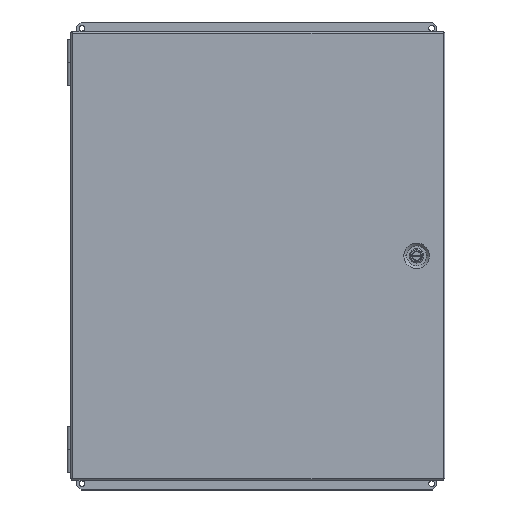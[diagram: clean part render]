
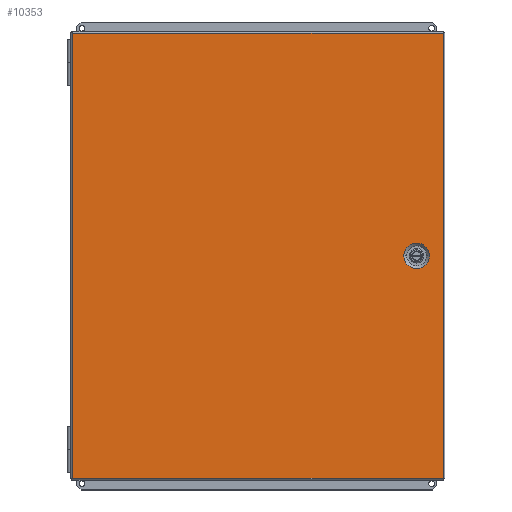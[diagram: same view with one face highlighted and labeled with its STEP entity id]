
A CAD part, top view. The second image highlights one B-rep face of the part: STEP entity #10353.
In plain terms, the highlighted planar face has unit normal (0, 0, 1).
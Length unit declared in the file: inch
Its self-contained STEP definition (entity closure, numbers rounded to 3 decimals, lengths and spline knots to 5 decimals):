
#188 = CARTESIAN_POINT ( 'NONE',  ( 10.1335, 12.0955, 5.621 ) ) ;
#741 = EDGE_LOOP ( 'NONE', ( #28521, #10292, #8703, #14766 ) ) ;
#3466 = CARTESIAN_POINT ( 'NONE',  ( 10.1335, -12.1815, 5.621 ) ) ;
#6291 = CARTESIAN_POINT ( 'NONE',  ( -10.0945, -12.1815, 5.621 ) ) ;
#6663 = AXIS2_PLACEMENT_3D ( 'NONE', #28670, #26575, #21461 ) ;
#7791 = EDGE_LOOP ( 'NONE', ( #30839, #23404 ) ) ;
#8097 = DIRECTION ( 'NONE',  ( 0., 1., 0. ) ) ;
#8171 = FACE_OUTER_BOUND ( 'NONE', #741, .T. ) ;
#8535 = CIRCLE ( 'NONE', #6663, 0.69489 ) ;
#8663 = EDGE_CURVE ( 'NONE', #19826, #14979, #27343, .T. ) ;
#8685 = AXIS2_PLACEMENT_3D ( 'NONE', #13835, #11244, #14039 ) ;
#8703 = ORIENTED_EDGE ( 'NONE', *, *, #8663, .T. ) ;
#8793 = AXIS2_PLACEMENT_3D ( 'NONE', #6291, #8889, #23185 ) ;
#8889 = DIRECTION ( 'NONE',  ( 0., 0., 1. ) ) ;
#9465 = VECTOR ( 'NONE', #14944, 39.37008 ) ;
#10058 = CARTESIAN_POINT ( 'NONE',  ( 10.1335, -12.0955, 5.621 ) ) ;
#10292 = ORIENTED_EDGE ( 'NONE', *, *, #24965, .T. ) ;
#10353 = ADVANCED_FACE ( 'NONE', ( #28634, #8171 ), #17999, .T. ) ;
#11244 = DIRECTION ( 'NONE',  ( 0., 0., -1. ) ) ;
#11379 = DIRECTION ( 'NONE',  ( 0., -1., 0. ) ) ;
#12360 = EDGE_CURVE ( 'NONE', #25804, #29802, #8535, .T. ) ;
#12699 = VECTOR ( 'NONE', #8097, 39.37008 ) ;
#13033 = VECTOR ( 'NONE', #24616, 39.37008 ) ;
#13835 = CARTESIAN_POINT ( 'NONE',  ( 8.6865, 0., 5.621 ) ) ;
#13914 = EDGE_CURVE ( 'NONE', #24505, #26159, #19484, .T. ) ;
#14039 = DIRECTION ( 'NONE',  ( 1., 0., 0. ) ) ;
#14499 = CARTESIAN_POINT ( 'NONE',  ( -10.0085, -12.0955, 5.621 ) ) ;
#14766 = ORIENTED_EDGE ( 'NONE', *, *, #15803, .T. ) ;
#14944 = DIRECTION ( 'NONE',  ( 1., 0., 0. ) ) ;
#14979 = VERTEX_POINT ( 'NONE', #10058 ) ;
#15803 = EDGE_CURVE ( 'NONE', #14979, #24505, #27492, .T. ) ;
#16210 = LINE ( 'NONE', #23610, #22663 ) ;
#17260 = CARTESIAN_POINT ( 'NONE',  ( -10.0945, 12.0955, 5.621 ) ) ;
#17476 = CARTESIAN_POINT ( 'NONE',  ( -10.0945, -12.0955, 5.621 ) ) ;
#17999 = PLANE ( 'NONE',  #8793 ) ;
#19484 = LINE ( 'NONE', #17260, #13033 ) ;
#19826 = VERTEX_POINT ( 'NONE', #14499 ) ;
#21461 = DIRECTION ( 'NONE',  ( 1., 0., 0. ) ) ;
#21588 = CARTESIAN_POINT ( 'NONE',  ( -10.0085, 12.0955, 5.621 ) ) ;
#22383 = CARTESIAN_POINT ( 'NONE',  ( 9.38139, 0., 5.621 ) ) ;
#22663 = VECTOR ( 'NONE', #11379, 39.37008 ) ;
#23185 = DIRECTION ( 'NONE',  ( 1., 0., 0. ) ) ;
#23404 = ORIENTED_EDGE ( 'NONE', *, *, #12360, .T. ) ;
#23610 = CARTESIAN_POINT ( 'NONE',  ( -10.0085, -12.1815, 5.621 ) ) ;
#24505 = VERTEX_POINT ( 'NONE', #188 ) ;
#24616 = DIRECTION ( 'NONE',  ( -1., 0., 0. ) ) ;
#24965 = EDGE_CURVE ( 'NONE', #26159, #19826, #16210, .T. ) ;
#25263 = CARTESIAN_POINT ( 'NONE',  ( 7.99161, 0., 5.621 ) ) ;
#25453 = CIRCLE ( 'NONE', #8685, 0.69489 ) ;
#25804 = VERTEX_POINT ( 'NONE', #25263 ) ;
#26159 = VERTEX_POINT ( 'NONE', #21588 ) ;
#26575 = DIRECTION ( 'NONE',  ( 0., 0., -1. ) ) ;
#27343 = LINE ( 'NONE', #17476, #9465 ) ;
#27492 = LINE ( 'NONE', #3466, #12699 ) ;
#28521 = ORIENTED_EDGE ( 'NONE', *, *, #13914, .T. ) ;
#28634 = FACE_BOUND ( 'NONE', #7791, .T. ) ;
#28670 = CARTESIAN_POINT ( 'NONE',  ( 8.6865, 0., 5.621 ) ) ;
#29274 = EDGE_CURVE ( 'NONE', #29802, #25804, #25453, .T. ) ;
#29802 = VERTEX_POINT ( 'NONE', #22383 ) ;
#30839 = ORIENTED_EDGE ( 'NONE', *, *, #29274, .T. ) ;
